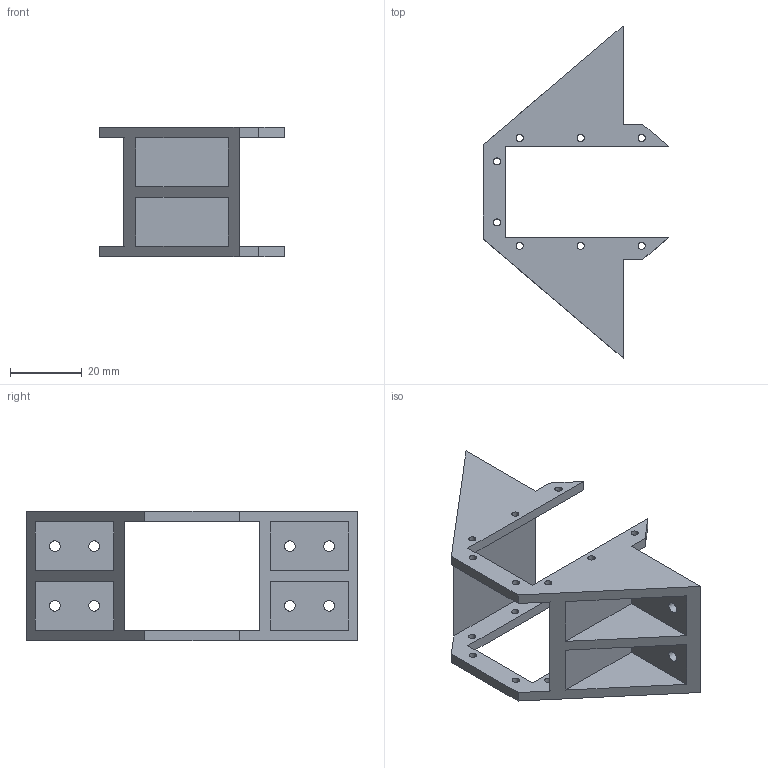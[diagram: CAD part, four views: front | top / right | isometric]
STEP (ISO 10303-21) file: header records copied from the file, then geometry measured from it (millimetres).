
FILE_DESCRIPTION(/* description */ (''),/* implementation_level */ '2;1');
FILE_NAME(/* name */ 'Top Dynamixel Bracket v4.step',/* time_stamp */ '2019-01-08T22:35:39+00:00',/* author */ ('mason.carterQTU9R'),/* organization */ (''),/* preprocessor_version */ 'ST-DEVELOPER v17.2',/* originating_system */ 'Autodesk Translation Framework v7.6.0.251',/* authorisation */ '');
FILE_SCHEMA (('AUTOMOTIVE_DESIGN { 1 0 10303 214 3 1 1 }'));
Length unit declared in the file: millimetre
Products named in the file (1): Bracket
Bounding box: 51.6 x 92.46 x 36.2 mm (x, y, z)
Volume: 20489.8 mm3; surface area: 16011 mm2
Topology: 1 solids, 1 shells, 66 faces, 182 edges, 120 vertices
Faces by surface type: plane 42, cylinder 24
Full cylindrical faces by diameter (mm): 2 x16, 3 x8
Entity records: 2235 total; most frequent: CARTESIAN_POINT 369, ORIENTED_EDGE 364, DIRECTION 364, EDGE_CURVE 182, LINE 134, VECTOR 134, VERTEX_POINT 120, EDGE_LOOP 118
